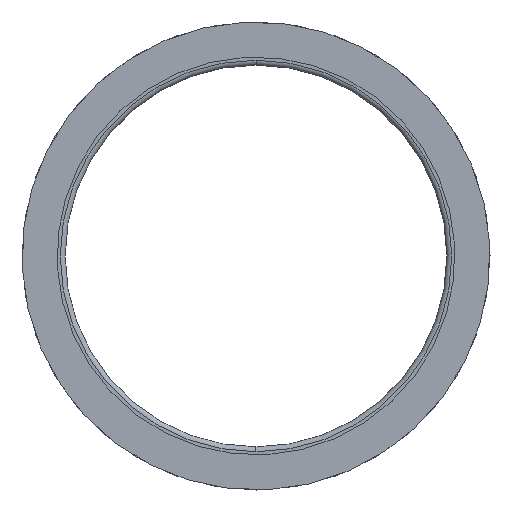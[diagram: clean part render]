
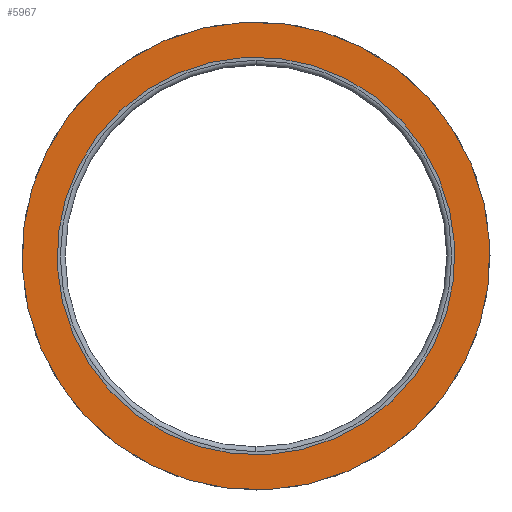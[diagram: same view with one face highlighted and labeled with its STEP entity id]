
A CAD part, front view. The second image highlights one B-rep face of the part: STEP entity #5967.
In plain terms, the highlighted face is planar.
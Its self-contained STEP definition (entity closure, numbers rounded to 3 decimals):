
#432 = DIRECTION ( 'NONE',  ( 0., 1., 0. ) ) ;
#473 = PLANE ( 'NONE',  #3380 ) ;
#911 = CARTESIAN_POINT ( 'NONE',  ( -90., 25., 0. ) ) ;
#1264 = AXIS2_PLACEMENT_3D ( 'NONE', #5901, #2367, #6488 ) ;
#1333 = VERTEX_POINT ( 'NONE', #911 ) ;
#1340 = CARTESIAN_POINT ( 'NONE',  ( -76.5, 25., 0. ) ) ;
#1522 = CIRCLE ( 'NONE', #4342, 76.5 ) ;
#1644 = AXIS2_PLACEMENT_3D ( 'NONE', #2501, #6615, #3091 ) ;
#1753 = DIRECTION ( 'NONE',  ( -1., 0., 0. ) ) ;
#2367 = DIRECTION ( 'NONE',  ( 0., 1., 0. ) ) ;
#2501 = CARTESIAN_POINT ( 'NONE',  ( 0., 25., 0. ) ) ;
#2657 = CARTESIAN_POINT ( 'NONE',  ( 76.5, 25., 0. ) ) ;
#2879 = EDGE_CURVE ( 'NONE', #6952, #3338, #1522, .T. ) ;
#2956 = EDGE_LOOP ( 'NONE', ( #4718, #4077 ) ) ;
#3091 = DIRECTION ( 'NONE',  ( -1., 0., 0. ) ) ;
#3229 = EDGE_CURVE ( 'NONE', #1333, #6934, #7134, .T. ) ;
#3338 = VERTEX_POINT ( 'NONE', #1340 ) ;
#3380 = AXIS2_PLACEMENT_3D ( 'NONE', #6907, #432, #4580 ) ;
#3529 = EDGE_CURVE ( 'NONE', #3338, #6952, #6665, .T. ) ;
#3738 = CARTESIAN_POINT ( 'NONE',  ( 0., 25., 0. ) ) ;
#3943 = AXIS2_PLACEMENT_3D ( 'NONE', #3738, #7288, #4826 ) ;
#4077 = ORIENTED_EDGE ( 'NONE', *, *, #2879, .F. ) ;
#4142 = FACE_BOUND ( 'NONE', #2956, .T. ) ;
#4342 = AXIS2_PLACEMENT_3D ( 'NONE', #7302, #5364, #1753 ) ;
#4580 = DIRECTION ( 'NONE',  ( -1., 0., 0. ) ) ;
#4718 = ORIENTED_EDGE ( 'NONE', *, *, #3529, .F. ) ;
#4743 = ORIENTED_EDGE ( 'NONE', *, *, #7340, .T. ) ;
#4826 = DIRECTION ( 'NONE',  ( -1., 0., 0. ) ) ;
#5203 = EDGE_LOOP ( 'NONE', ( #6458, #4743 ) ) ;
#5364 = DIRECTION ( 'NONE',  ( 0., 1., 0. ) ) ;
#5606 = CARTESIAN_POINT ( 'NONE',  ( 90., 25., 0. ) ) ;
#5901 = CARTESIAN_POINT ( 'NONE',  ( 0., 25., 0. ) ) ;
#5967 = ADVANCED_FACE ( 'NONE', ( #7464, #4142 ), #473, .T. ) ;
#6458 = ORIENTED_EDGE ( 'NONE', *, *, #3229, .T. ) ;
#6488 = DIRECTION ( 'NONE',  ( -1., 0., 0. ) ) ;
#6531 = CIRCLE ( 'NONE', #1644, 90. ) ;
#6615 = DIRECTION ( 'NONE',  ( 0., 1., 0. ) ) ;
#6665 = CIRCLE ( 'NONE', #1264, 76.5 ) ;
#6907 = CARTESIAN_POINT ( 'NONE',  ( -76.5, 25., 0. ) ) ;
#6934 = VERTEX_POINT ( 'NONE', #5606 ) ;
#6952 = VERTEX_POINT ( 'NONE', #2657 ) ;
#7134 = CIRCLE ( 'NONE', #3943, 90. ) ;
#7288 = DIRECTION ( 'NONE',  ( 0., 1., 0. ) ) ;
#7302 = CARTESIAN_POINT ( 'NONE',  ( 0., 25., 0. ) ) ;
#7340 = EDGE_CURVE ( 'NONE', #6934, #1333, #6531, .T. ) ;
#7464 = FACE_OUTER_BOUND ( 'NONE', #5203, .T. ) ;
